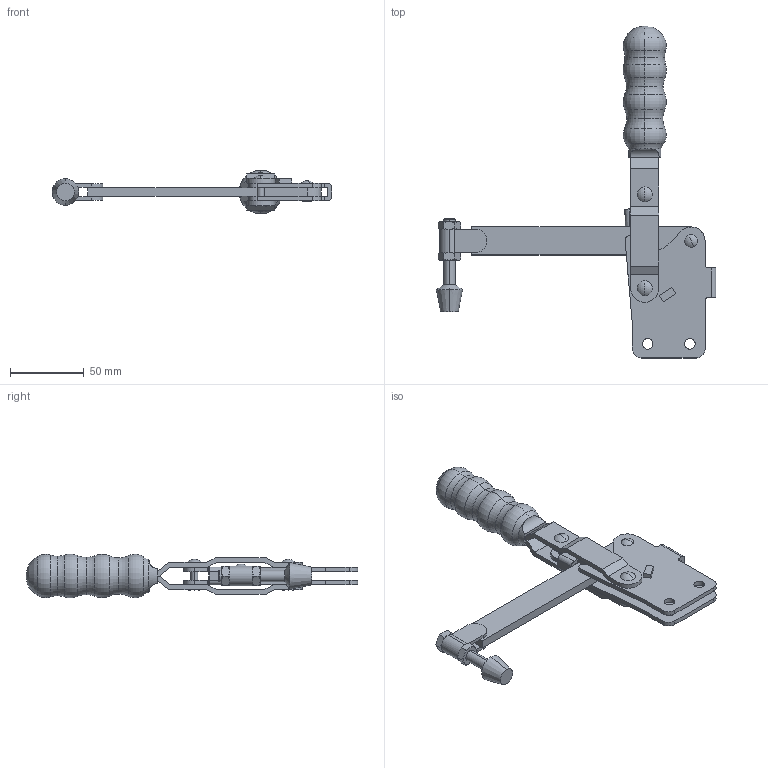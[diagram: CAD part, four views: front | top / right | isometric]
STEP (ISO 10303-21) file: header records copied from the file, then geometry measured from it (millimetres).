
FILE_DESCRIPTION (( 'STEP AP214' ), '1' );
FILE_NAME ('GH-12220(Â²¤Æ).STEP', '2020-05-08T08:03:47', ( 'LinWei' ), ( '' ), 'SwSTEP 2.0', 'SolidWorks 2016', '' );
FILE_SCHEMA (( 'AUTOMOTIVE_DESIGN' ));
Length unit declared in the file: millimetre
Products named in the file (6): Group4^GH-12210(簡化)-1; 11221509-1^GH-12220(簡化); Group1^GH-12220(簡化); Group2^GH-12220(簡化); Group5^GH-12220(簡化); GH-12220(簡化)
Assembly tree (5 placements, depth 2):
  GH-12220(簡化)
    Group5^GH-12220(簡化)
    Group2^GH-12220(簡化)
    Group1^GH-12220(簡化)
    11221509-1^GH-12220(簡化)
    Group4^GH-12210(簡化)-1
Bounding box: 189.56 x 225 x 29.65 mm (x, y, z)
Volume: 117155.9 mm3; surface area: 52755.7 mm2
Topology: 5 solids, 5 shells, 276 faces, 699 edges, 443 vertices
Faces by surface type: plane 117, cylinder 89, torus 32, cone 30, sphere 8
Entity records: 9876 total; most frequent: CARTESIAN_POINT 1808, DIRECTION 1511, ORIENTED_EDGE 1394, EDGE_CURVE 697, AXIS2_PLACEMENT_3D 586, VERTEX_POINT 443, VECTOR 339, LINE 339
